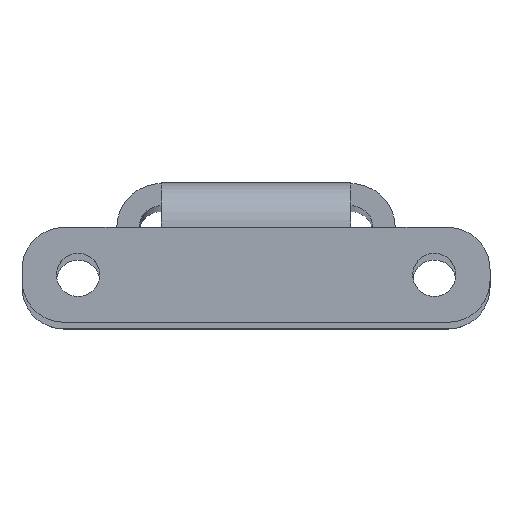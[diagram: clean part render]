
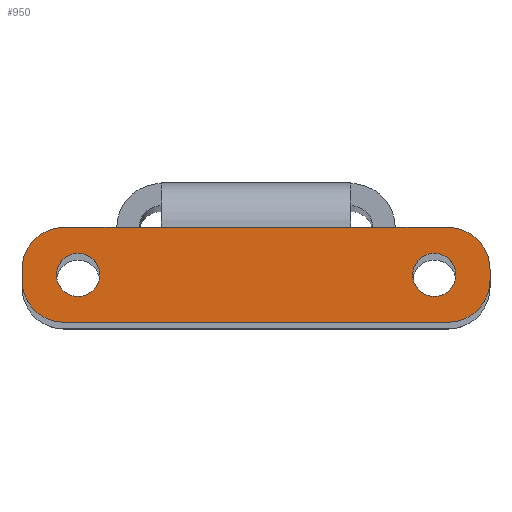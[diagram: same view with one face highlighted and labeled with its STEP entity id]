
A CAD part, top view. The second image highlights one B-rep face of the part: STEP entity #950.
In plain terms, the highlighted planar face has unit normal (0, 0, 1).
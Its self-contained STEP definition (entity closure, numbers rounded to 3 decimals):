
#17=FACE_BOUND('',#127,.T.);
#18=FACE_BOUND('',#128,.T.);
#33=PLANE('',#1042);
#70=FACE_OUTER_BOUND('',#126,.T.);
#126=EDGE_LOOP('',(#717,#718,#719,#720,#721,#722,#723,#724,#725,#726));
#127=EDGE_LOOP('',(#727));
#128=EDGE_LOOP('',(#728));
#210=LINE('',#1538,#302);
#211=LINE('',#1542,#303);
#212=LINE('',#1546,#304);
#213=LINE('',#1550,#305);
#214=LINE('',#1552,#306);
#215=LINE('',#1553,#307);
#302=VECTOR('',#1230,2.304);
#303=VECTOR('',#1233,10.);
#304=VECTOR('',#1236,10.);
#305=VECTOR('',#1239,10.);
#306=VECTOR('',#1240,10.);
#307=VECTOR('',#1241,10.);
#376=CIRCLE('',#1041,3.);
#377=CIRCLE('',#1043,3.);
#378=CIRCLE('',#1044,3.);
#379=CIRCLE('',#1045,3.);
#380=CIRCLE('',#1046,1.55);
#381=CIRCLE('',#1047,1.55);
#451=VERTEX_POINT('',#1531);
#452=VERTEX_POINT('',#1533);
#453=VERTEX_POINT('',#1537);
#454=VERTEX_POINT('',#1539);
#455=VERTEX_POINT('',#1541);
#456=VERTEX_POINT('',#1543);
#457=VERTEX_POINT('',#1545);
#458=VERTEX_POINT('',#1547);
#459=VERTEX_POINT('',#1549);
#460=VERTEX_POINT('',#1551);
#461=VERTEX_POINT('',#1554);
#462=VERTEX_POINT('',#1556);
#552=EDGE_CURVE('',#451,#452,#376,.T.);
#554=EDGE_CURVE('',#453,#451,#210,.T.);
#555=EDGE_CURVE('',#454,#453,#377,.T.);
#556=EDGE_CURVE('',#454,#455,#211,.T.);
#557=EDGE_CURVE('',#456,#455,#378,.T.);
#558=EDGE_CURVE('',#457,#456,#212,.T.);
#559=EDGE_CURVE('',#458,#457,#379,.T.);
#560=EDGE_CURVE('',#459,#458,#213,.T.);
#561=EDGE_CURVE('',#459,#460,#214,.T.);
#562=EDGE_CURVE('',#460,#452,#215,.T.);
#563=EDGE_CURVE('',#461,#461,#380,.T.);
#564=EDGE_CURVE('',#462,#462,#381,.T.);
#717=ORIENTED_EDGE('',*,*,#552,.F.);
#718=ORIENTED_EDGE('',*,*,#554,.F.);
#719=ORIENTED_EDGE('',*,*,#555,.F.);
#720=ORIENTED_EDGE('',*,*,#556,.T.);
#721=ORIENTED_EDGE('',*,*,#557,.F.);
#722=ORIENTED_EDGE('',*,*,#558,.F.);
#723=ORIENTED_EDGE('',*,*,#559,.F.);
#724=ORIENTED_EDGE('',*,*,#560,.F.);
#725=ORIENTED_EDGE('',*,*,#561,.T.);
#726=ORIENTED_EDGE('',*,*,#562,.T.);
#727=ORIENTED_EDGE('',*,*,#563,.T.);
#728=ORIENTED_EDGE('',*,*,#564,.T.);
#950=ADVANCED_FACE('',(#70,#17,#18),#33,.T.);
#1041=AXIS2_PLACEMENT_3D('',#1534,#1225,#1226);
#1042=AXIS2_PLACEMENT_3D('',#1536,#1228,#1229);
#1043=AXIS2_PLACEMENT_3D('',#1540,#1231,#1232);
#1044=AXIS2_PLACEMENT_3D('',#1544,#1234,#1235);
#1045=AXIS2_PLACEMENT_3D('',#1548,#1237,#1238);
#1046=AXIS2_PLACEMENT_3D('',#1555,#1242,#1243);
#1047=AXIS2_PLACEMENT_3D('',#1557,#1244,#1245);
#1225=DIRECTION('center_axis',(0.,0.,-1.));
#1226=DIRECTION('ref_axis',(-0.707,0.707,0.));
#1228=DIRECTION('center_axis',(0.,0.,1.));
#1229=DIRECTION('ref_axis',(0.,-1.,0.));
#1230=DIRECTION('',(0.,1.,0.));
#1231=DIRECTION('center_axis',(0.,0.,-1.));
#1232=DIRECTION('ref_axis',(-0.707,-0.707,0.));
#1233=DIRECTION('',(1.,0.,0.));
#1234=DIRECTION('center_axis',(0.,0.,-1.));
#1235=DIRECTION('ref_axis',(0.707,-0.707,0.));
#1236=DIRECTION('',(0.,-1.,0.));
#1237=DIRECTION('center_axis',(0.,0.,-1.));
#1238=DIRECTION('ref_axis',(0.707,0.707,0.));
#1239=DIRECTION('',(1.,0.,0.));
#1240=DIRECTION('',(-1.,0.,0.));
#1241=DIRECTION('',(-1.,0.,0.));
#1242=DIRECTION('center_axis',(0.,0.,-1.));
#1243=DIRECTION('ref_axis',(-1.,0.,0.));
#1244=DIRECTION('center_axis',(0.,0.,-1.));
#1245=DIRECTION('ref_axis',(-1.,0.,0.));
#1531=CARTESIAN_POINT('',(78.2,300.4,280.));
#1533=CARTESIAN_POINT('',(81.2,303.4,280.));
#1534=CARTESIAN_POINT('Origin',(81.2,300.4,280.));
#1536=CARTESIAN_POINT('Origin',(95.,301.81,280.));
#1537=CARTESIAN_POINT('',(78.2,299.6,280.));
#1538=CARTESIAN_POINT('',(78.2,310.638,280.));
#1539=CARTESIAN_POINT('',(81.2,296.6,280.));
#1540=CARTESIAN_POINT('Origin',(81.2,299.6,280.));
#1541=CARTESIAN_POINT('',(108.8,296.6,280.));
#1542=CARTESIAN_POINT('',(101.8,296.6,280.));
#1543=CARTESIAN_POINT('',(111.8,299.6,280.));
#1544=CARTESIAN_POINT('Origin',(108.8,299.6,280.));
#1545=CARTESIAN_POINT('',(111.8,300.4,280.));
#1546=CARTESIAN_POINT('',(111.8,303.4,280.));
#1547=CARTESIAN_POINT('',(108.8,303.4,280.));
#1548=CARTESIAN_POINT('Origin',(108.8,300.4,280.));
#1549=CARTESIAN_POINT('',(101.8,303.4,280.));
#1550=CARTESIAN_POINT('',(101.8,303.4,280.));
#1551=CARTESIAN_POINT('',(88.2,303.4,280.));
#1552=CARTESIAN_POINT('',(95.,303.4,280.));
#1553=CARTESIAN_POINT('',(88.2,303.4,280.));
#1554=CARTESIAN_POINT('',(83.775,300.,280.));
#1555=CARTESIAN_POINT('Origin',(82.225,300.,280.));
#1556=CARTESIAN_POINT('',(109.35,300.,280.));
#1557=CARTESIAN_POINT('Origin',(107.8,300.,280.));
